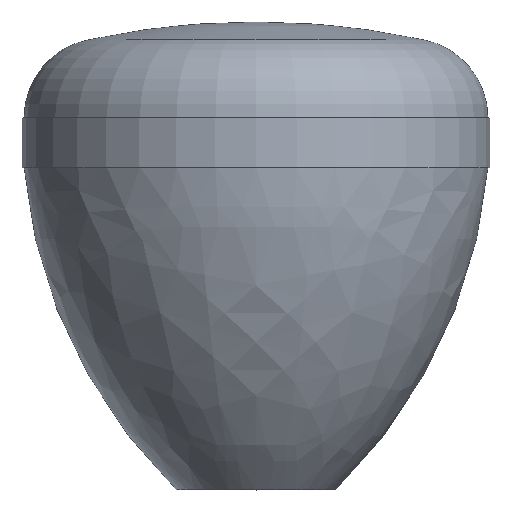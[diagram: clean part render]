
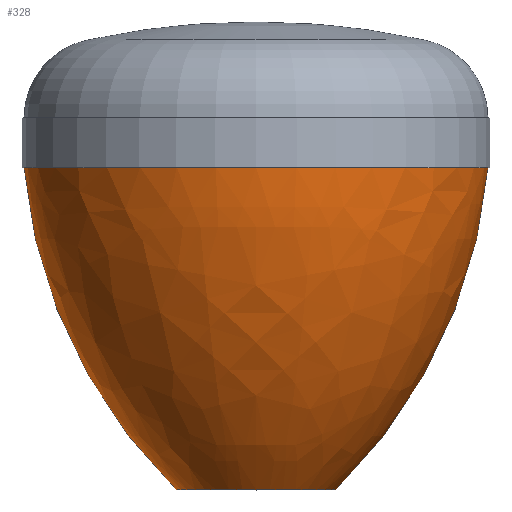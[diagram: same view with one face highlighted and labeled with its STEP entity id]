
A CAD part, top view. The second image highlights one B-rep face of the part: STEP entity #328.
In plain terms, the highlighted free-form (B-spline) face has degree [3, 3] with [7, 4] control points.
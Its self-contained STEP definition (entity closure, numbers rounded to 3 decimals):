
#24=CARTESIAN_POINT('',(0.,0.,0.));
#25=DIRECTION('',(0.,1.,0.));
#26=DIRECTION('',(-1.,0.,0.));
#27=AXIS2_PLACEMENT_3D('',#24,#25,#26);
#34=CARTESIAN_POINT('',(28.065,36.849,0.));
#35=DIRECTION('',(0.,0.,1.));
#36=DIRECTION('',(-0.996,-0.087,0.));
#37=AXIS2_PLACEMENT_3D('',#34,#35,#36);
#39=CARTESIAN_POINT('',(0.,32.356,0.));
#40=DIRECTION('',(0.,1.,0.));
#41=DIRECTION('',(-1.,0.,0.));
#42=AXIS2_PLACEMENT_3D('',#39,#40,#41);
#44=CARTESIAN_POINT('',(-28.065,36.849,0.));
#45=DIRECTION('',(0.,0.,-1.));
#46=DIRECTION('',(0.996,-0.087,0.));
#47=AXIS2_PLACEMENT_3D('',#44,#45,#46);
#179=CARTESIAN_POINT('',(-23.3,32.356,0.));
#180=CARTESIAN_POINT('',(-8.,0.,0.));
#181=VERTEX_POINT('',#179);
#182=VERTEX_POINT('',#180);
#195=CARTESIAN_POINT('',(23.3,32.356,0.));
#196=CARTESIAN_POINT('',(8.,0.,0.));
#197=VERTEX_POINT('',#195);
#198=VERTEX_POINT('',#196);
#292=CARTESIAN_POINT('',(23.312,33.084,-1.467));
#293=CARTESIAN_POINT('',(22.367,20.152,-1.407));
#294=CARTESIAN_POINT('',(16.835,8.43,-1.059));
#295=CARTESIAN_POINT('',(7.459,-0.508,
-0.469));
#296=CARTESIAN_POINT('',(24.215,33.084,12.88));
#297=CARTESIAN_POINT('',(23.233,20.152,12.358));
#298=CARTESIAN_POINT('',(17.487,8.43,9.301));
#299=CARTESIAN_POINT('',(7.748,-0.508,4.121));
#300=CARTESIAN_POINT('',(14.375,33.084,23.359));
#301=CARTESIAN_POINT('',(13.792,20.152,22.412));
#302=CARTESIAN_POINT('',(10.381,8.43,16.869));
#303=CARTESIAN_POINT('',(4.599,-0.508,7.474));
#304=CARTESIAN_POINT('',(0.,33.084,23.359));
#305=CARTESIAN_POINT('',(0.,20.152,22.412));
#306=CARTESIAN_POINT('',(0.,8.43,16.869));
#307=CARTESIAN_POINT('',(0.,-0.508,7.474));
#308=CARTESIAN_POINT('',(-14.375,33.084,23.359));
#309=CARTESIAN_POINT('',(-13.792,20.152,22.412));
#310=CARTESIAN_POINT('',(-10.381,8.43,16.869));
#311=CARTESIAN_POINT('',(-4.599,-0.508,
7.474));
#312=CARTESIAN_POINT('',(-24.215,33.084,12.88));
#313=CARTESIAN_POINT('',(-23.233,20.152,12.358));
#314=CARTESIAN_POINT('',(-17.487,8.43,9.301));
#315=CARTESIAN_POINT('',(-7.748,-0.508,
4.121));
#316=CARTESIAN_POINT('',(-23.312,33.084,-1.467));
#317=CARTESIAN_POINT('',(-22.367,20.152,-1.407));
#318=CARTESIAN_POINT('',(-16.835,8.43,-1.059));
#319=CARTESIAN_POINT('',(-7.459,-0.508,
-0.469));
#320=(BOUNDED_SURFACE()B_SPLINE_SURFACE(3,3,((#292,#293,#294,#295),(#296,#297,
#298,#299),(#300,#301,#302,#303),(#304,#305,#306,#307),(#308,#309,#310,#311),(
#312,#313,#314,#315),(#316,#317,#318,#319)),.UNSPECIFIED.,.F.,.F.,.F.)B_SPLINE_SURFACE_WITH_KNOTS((4,3,4),(4,4),(0.,1.,2.),(0.,1.),.UNSPECIFIED.)GEOMETRIC_REPRESENTATION_ITEM()RATIONAL_B_SPLINE_SURFACE(((1.229,
1.174,1.174,1.229),(0.97,
0.927,0.927,0.97),(0.97,
0.927,0.927,0.97),(1.229,
1.174,1.174,1.229),(0.97,
0.927,0.927,0.97),(0.97,
0.927,0.927,0.97),(1.229,
1.174,1.174,1.229)))REPRESENTATION_ITEM('')SURFACE());
#321=ORIENTED_EDGE('',*,*,#282,.F.);
#323=ORIENTED_EDGE('',*,*,#322,.T.);
#324=ORIENTED_EDGE('',*,*,#285,.T.);
#325=ORIENTED_EDGE('',*,*,#244,.F.);
#326=EDGE_LOOP('',(#321,#323,#324,#325));
#327=FACE_OUTER_BOUND('',#326,.F.);
#328=ADVANCED_FACE('',(#327),#320,.T.);
#28=CIRCLE('',#27,8.);
#38=CIRCLE('',#37,51.562);
#43=CIRCLE('',#42,23.3);
#48=CIRCLE('',#47,51.562);
#244=EDGE_CURVE('',#182,#198,#28,.T.);
#282=EDGE_CURVE('',#181,#182,#38,.T.);
#285=EDGE_CURVE('',#197,#198,#48,.T.);
#322=EDGE_CURVE('',#181,#197,#43,.T.);
